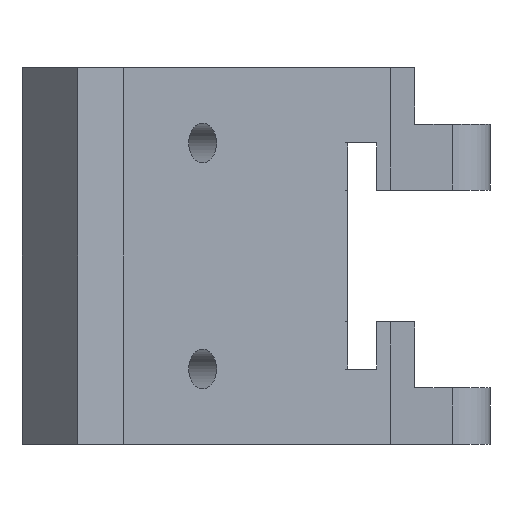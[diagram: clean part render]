
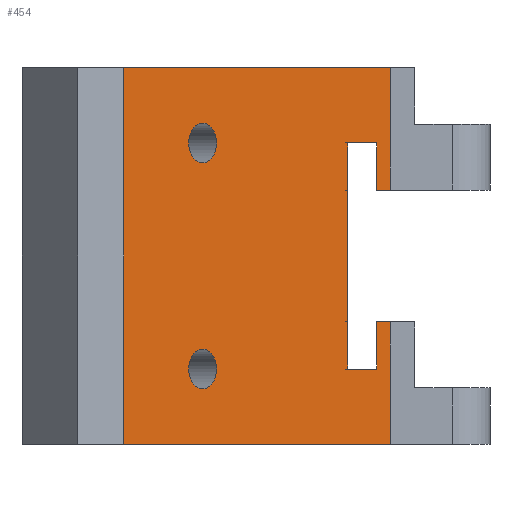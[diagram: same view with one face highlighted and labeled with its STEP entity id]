
A CAD part, front view. The second image highlights one B-rep face of the part: STEP entity #454.
In plain terms, the highlighted planar face has unit normal (0.707, -0.707, 0).
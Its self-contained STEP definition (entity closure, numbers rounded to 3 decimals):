
#72 = VERTEX_POINT('',#73);
#73 = CARTESIAN_POINT('',(-40.32,12.713,-20.));
#79 = EDGE_CURVE('',#72,#80,#82,.T.);
#80 = VERTEX_POINT('',#81);
#81 = CARTESIAN_POINT('',(-6.616,46.417,-20.));
#82 = LINE('',#83,#84);
#83 = CARTESIAN_POINT('',(-40.32,12.713,-20.));
#84 = VECTOR('',#85,1.);
#85 = DIRECTION('',(0.707,0.707,0.));
#411 = EDGE_CURVE('',#80,#412,#414,.T.);
#412 = VERTEX_POINT('',#413);
#413 = CARTESIAN_POINT('',(-6.616,46.417,-7.));
#414 = LINE('',#415,#416);
#415 = CARTESIAN_POINT('',(-6.616,46.417,-20.));
#416 = VECTOR('',#417,1.);
#417 = DIRECTION('',(0.,0.,1.));
#454 = ADVANCED_FACE('',(#455,#553,#564),#575,.F.);
#455 = FACE_BOUND('',#456,.F.);
#456 = EDGE_LOOP('',(#457,#458,#466,#474,#482,#490,#498,#506,#514,#522,
    #530,#538,#546,#552));
#457 = ORIENTED_EDGE('',*,*,#79,.F.);
#458 = ORIENTED_EDGE('',*,*,#459,.T.);
#459 = EDGE_CURVE('',#72,#460,#462,.T.);
#460 = VERTEX_POINT('',#461);
#461 = CARTESIAN_POINT('',(-40.32,12.713,20.));
#462 = LINE('',#463,#464);
#463 = CARTESIAN_POINT('',(-40.32,12.713,-20.));
#464 = VECTOR('',#465,1.);
#465 = DIRECTION('',(0.,0.,1.));
#466 = ORIENTED_EDGE('',*,*,#467,.T.);
#467 = EDGE_CURVE('',#460,#468,#470,.T.);
#468 = VERTEX_POINT('',#469);
#469 = CARTESIAN_POINT('',(-6.616,46.417,20.));
#470 = LINE('',#471,#472);
#471 = CARTESIAN_POINT('',(-40.32,12.713,20.));
#472 = VECTOR('',#473,1.);
#473 = DIRECTION('',(0.707,0.707,0.));
#474 = ORIENTED_EDGE('',*,*,#475,.F.);
#475 = EDGE_CURVE('',#476,#468,#478,.T.);
#476 = VERTEX_POINT('',#477);
#477 = CARTESIAN_POINT('',(-6.616,46.417,7.));
#478 = LINE('',#479,#480);
#479 = CARTESIAN_POINT('',(-6.616,46.417,-20.));
#480 = VECTOR('',#481,1.);
#481 = DIRECTION('',(0.,0.,1.));
#482 = ORIENTED_EDGE('',*,*,#483,.T.);
#483 = EDGE_CURVE('',#476,#484,#486,.T.);
#484 = VERTEX_POINT('',#485);
#485 = CARTESIAN_POINT('',(-8.,45.033,7.));
#486 = LINE('',#487,#488);
#487 = CARTESIAN_POINT('',(-11.691,41.342,7.));
#488 = VECTOR('',#489,1.);
#489 = DIRECTION('',(-0.707,-0.707,0.)
  );
#490 = ORIENTED_EDGE('',*,*,#491,.F.);
#491 = EDGE_CURVE('',#492,#484,#494,.T.);
#492 = VERTEX_POINT('',#493);
#493 = CARTESIAN_POINT('',(-8.,45.033,12.));
#494 = LINE('',#495,#496);
#495 = CARTESIAN_POINT('',(-8.,45.033,-4.));
#496 = VECTOR('',#497,1.);
#497 = DIRECTION('',(0.,0.,-1.));
#498 = ORIENTED_EDGE('',*,*,#499,.F.);
#499 = EDGE_CURVE('',#500,#492,#502,.T.);
#500 = VERTEX_POINT('',#501);
#501 = CARTESIAN_POINT('',(-11.125,41.908,12.));
#502 = LINE('',#503,#504);
#503 = CARTESIAN_POINT('',(-23.691,29.342,12.));
#504 = VECTOR('',#505,1.);
#505 = DIRECTION('',(0.707,0.707,0.)
  );
#506 = ORIENTED_EDGE('',*,*,#507,.T.);
#507 = EDGE_CURVE('',#500,#508,#510,.T.);
#508 = VERTEX_POINT('',#509);
#509 = CARTESIAN_POINT('',(-11.125,41.908,7.));
#510 = LINE('',#511,#512);
#511 = CARTESIAN_POINT('',(-11.125,41.908,-10.));
#512 = VECTOR('',#513,1.);
#513 = DIRECTION('',(0.,0.,-1.));
#514 = ORIENTED_EDGE('',*,*,#515,.T.);
#515 = EDGE_CURVE('',#508,#516,#518,.T.);
#516 = VERTEX_POINT('',#517);
#517 = CARTESIAN_POINT('',(-11.125,41.908,-7.));
#518 = LINE('',#519,#520);
#519 = CARTESIAN_POINT('',(-11.125,41.908,-10.));
#520 = VECTOR('',#521,1.);
#521 = DIRECTION('',(0.,0.,-1.));
#522 = ORIENTED_EDGE('',*,*,#523,.T.);
#523 = EDGE_CURVE('',#516,#524,#526,.T.);
#524 = VERTEX_POINT('',#525);
#525 = CARTESIAN_POINT('',(-11.125,41.908,-12.));
#526 = LINE('',#527,#528);
#527 = CARTESIAN_POINT('',(-11.125,41.908,-10.));
#528 = VECTOR('',#529,1.);
#529 = DIRECTION('',(0.,0.,-1.));
#530 = ORIENTED_EDGE('',*,*,#531,.F.);
#531 = EDGE_CURVE('',#532,#524,#534,.T.);
#532 = VERTEX_POINT('',#533);
#533 = CARTESIAN_POINT('',(-8.,45.033,-12.));
#534 = LINE('',#535,#536);
#535 = CARTESIAN_POINT('',(-19.941,33.092,-12.));
#536 = VECTOR('',#537,1.);
#537 = DIRECTION('',(-0.707,-0.707,0.)
  );
#538 = ORIENTED_EDGE('',*,*,#539,.F.);
#539 = EDGE_CURVE('',#540,#532,#542,.T.);
#540 = VERTEX_POINT('',#541);
#541 = CARTESIAN_POINT('',(-8.,45.033,-7.));
#542 = LINE('',#543,#544);
#543 = CARTESIAN_POINT('',(-8.,45.033,-4.));
#544 = VECTOR('',#545,1.);
#545 = DIRECTION('',(0.,0.,-1.));
#546 = ORIENTED_EDGE('',*,*,#547,.T.);
#547 = EDGE_CURVE('',#540,#412,#548,.T.);
#548 = LINE('',#549,#550);
#549 = CARTESIAN_POINT('',(-24.191,28.842,-7.));
#550 = VECTOR('',#551,1.);
#551 = DIRECTION('',(0.707,0.707,0.)
  );
#552 = ORIENTED_EDGE('',*,*,#411,.F.);
#553 = FACE_BOUND('',#554,.F.);
#554 = EDGE_LOOP('',(#555));
#555 = ORIENTED_EDGE('',*,*,#556,.T.);
#556 = EDGE_CURVE('',#557,#557,#559,.T.);
#557 = VERTEX_POINT('',#558);
#558 = CARTESIAN_POINT('',(-26.517,26.517,14.1));
#559 = CIRCLE('',#560,2.1);
#560 = AXIS2_PLACEMENT_3D('',#561,#562,#563);
#561 = CARTESIAN_POINT('',(-26.517,26.517,12.));
#562 = DIRECTION('',(0.707,-0.707,0.)
  );
#563 = DIRECTION('',(0.,0.,1.));
#564 = FACE_BOUND('',#565,.F.);
#565 = EDGE_LOOP('',(#566));
#566 = ORIENTED_EDGE('',*,*,#567,.T.);
#567 = EDGE_CURVE('',#568,#568,#570,.T.);
#568 = VERTEX_POINT('',#569);
#569 = CARTESIAN_POINT('',(-26.517,26.517,-9.9));
#570 = CIRCLE('',#571,2.1);
#571 = AXIS2_PLACEMENT_3D('',#572,#573,#574);
#572 = CARTESIAN_POINT('',(-26.517,26.517,-12.));
#573 = DIRECTION('',(0.707,-0.707,0.)
  );
#574 = DIRECTION('',(0.,0.,1.));
#575 = PLANE('',#576);
#576 = AXIS2_PLACEMENT_3D('',#577,#578,#579);
#577 = CARTESIAN_POINT('',(-40.32,12.713,-20.));
#578 = DIRECTION('',(-0.707,0.707,0.));
#579 = DIRECTION('',(0.707,0.707,0.));
